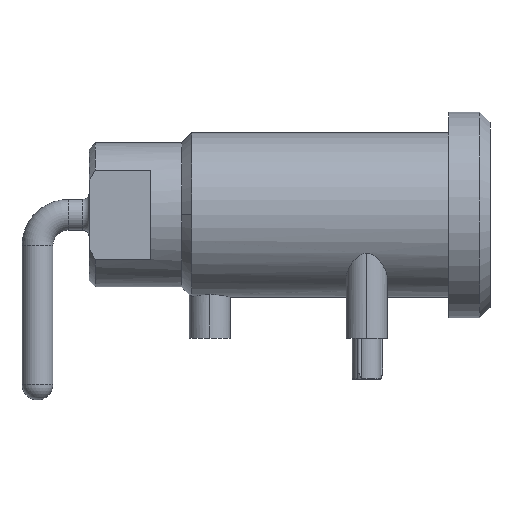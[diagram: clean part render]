
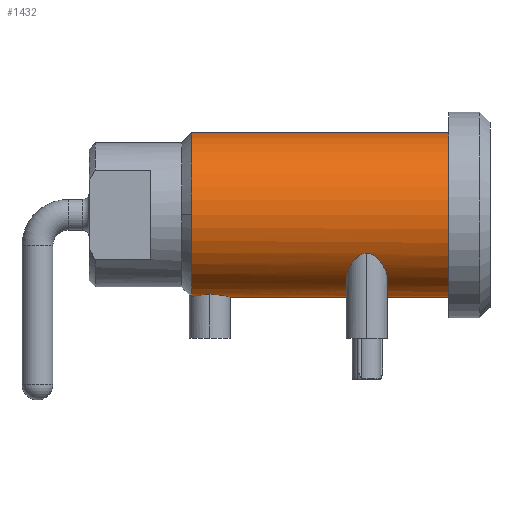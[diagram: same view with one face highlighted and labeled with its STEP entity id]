
A CAD part, top view. The second image highlights one B-rep face of the part: STEP entity #1432.
In plain terms, the highlighted cylindrical face has radius 4 mm (diameter 8 mm), a partial arc.
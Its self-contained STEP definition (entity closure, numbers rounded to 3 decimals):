
#174=CARTESIAN_POINT('',(-2.,0.,0.));
#175=DIRECTION('',(-1.,0.,0.));
#176=DIRECTION('',(0.,-1.,0.));
#177=AXIS2_PLACEMENT_3D('',#174,#175,#176);
#184=CARTESIAN_POINT('',(-6.,-3.692,1.54));
#185=CARTESIAN_POINT('',(-5.93,-3.692,1.54));
#186=CARTESIAN_POINT('',(-5.797,-3.686,1.554));
#187=CARTESIAN_POINT('',(-5.616,-3.662,1.611));
#188=CARTESIAN_POINT('',(-5.459,-3.625,1.693));
#189=CARTESIAN_POINT('',(-5.325,-3.575,1.796));
#190=CARTESIAN_POINT('',(-5.215,-3.514,1.914));
#191=CARTESIAN_POINT('',(-5.127,-3.44,2.044));
#192=CARTESIAN_POINT('',(-5.062,-3.354,2.182));
#193=CARTESIAN_POINT('',(-5.021,-3.259,2.321));
#194=CARTESIAN_POINT('',(-5.001,-3.162,2.452));
#195=CARTESIAN_POINT('',(-4.998,-3.054,2.585));
#196=CARTESIAN_POINT('',(-5.014,-2.927,2.728));
#197=CARTESIAN_POINT('',(-5.053,-2.785,2.874));
#198=CARTESIAN_POINT('',(-5.116,-2.631,3.015));
#199=CARTESIAN_POINT('',(-5.201,-2.47,3.148));
#200=CARTESIAN_POINT('',(-5.307,-2.311,3.267));
#201=CARTESIAN_POINT('',(-5.435,-2.157,3.37));
#202=CARTESIAN_POINT('',(-5.574,-2.027,3.449));
#203=CARTESIAN_POINT('',(-5.714,-1.933,3.502));
#204=CARTESIAN_POINT('',(-5.861,-1.874,3.534));
#205=CARTESIAN_POINT('',(-5.954,-1.862,3.54));
#206=CARTESIAN_POINT('',(-6.,-1.862,3.54));
#208=CARTESIAN_POINT('',(-6.,-1.862,3.54));
#209=CARTESIAN_POINT('',(-6.043,-1.862,3.54));
#210=CARTESIAN_POINT('',(-6.132,-1.873,3.535));
#211=CARTESIAN_POINT('',(-6.273,-1.927,3.506));
#212=CARTESIAN_POINT('',(-6.411,-2.015,3.456));
#213=CARTESIAN_POINT('',(-6.543,-2.134,3.385));
#214=CARTESIAN_POINT('',(-6.665,-2.275,3.292));
#215=CARTESIAN_POINT('',(-6.771,-2.426,3.183));
#216=CARTESIAN_POINT('',(-6.861,-2.582,3.057));
#217=CARTESIAN_POINT('',(-6.93,-2.737,2.919));
#218=CARTESIAN_POINT('',(-6.976,-2.885,2.773));
#219=CARTESIAN_POINT('',(-7.,-3.019,2.626));
#220=CARTESIAN_POINT('',(-7.002,-3.135,2.486));
#221=CARTESIAN_POINT('',(-6.986,-3.237,2.352));
#222=CARTESIAN_POINT('',(-6.948,-3.336,2.21));
#223=CARTESIAN_POINT('',(-6.885,-3.427,2.065));
#224=CARTESIAN_POINT('',(-6.797,-3.505,1.929));
#225=CARTESIAN_POINT('',(-6.686,-3.57,1.806));
#226=CARTESIAN_POINT('',(-6.549,-3.622,1.698));
#227=CARTESIAN_POINT('',(-6.389,-3.661,1.612));
#228=CARTESIAN_POINT('',(-6.205,-3.686,1.555));
#229=CARTESIAN_POINT('',(-6.07,-3.692,1.54));
#230=CARTESIAN_POINT('',(-6.,-3.692,1.54));
#232=CARTESIAN_POINT('',(-12.62,-4.,0.));
#233=CARTESIAN_POINT('',(-12.62,-4.,0.063));
#234=CARTESIAN_POINT('',(-12.631,-3.997,
0.189));
#235=CARTESIAN_POINT('',(-12.69,-3.983,
0.387));
#236=CARTESIAN_POINT('',(-12.784,-3.962,
0.56));
#237=CARTESIAN_POINT('',(-12.909,-3.937,
0.712));
#238=CARTESIAN_POINT('',(-13.06,-3.912,
0.836));
#239=CARTESIAN_POINT('',(-13.234,-3.891,
0.93));
#240=CARTESIAN_POINT('',(-13.424,-3.876,
0.987));
#241=CARTESIAN_POINT('',(-13.554,-3.873,1.));
#242=CARTESIAN_POINT('',(-13.62,-3.873,1.));
#244=CARTESIAN_POINT('',(-13.62,-3.873,1.));
#245=CARTESIAN_POINT('',(-13.681,-3.873,1.));
#246=CARTESIAN_POINT('',(-13.794,-3.876,
0.989));
#247=CARTESIAN_POINT('',(-13.936,-3.885,
0.952));
#248=CARTESIAN_POINT('',(-14.053,-3.897,
0.904));
#249=CARTESIAN_POINT('',(-14.154,-3.909,
0.848));
#250=CARTESIAN_POINT('',(-14.24,-3.922,
0.787));
#251=CARTESIAN_POINT('',(-14.316,-3.935,
0.72));
#252=CARTESIAN_POINT('',(-14.386,-3.948,
0.646));
#253=CARTESIAN_POINT('',(-14.448,-3.96,
0.564));
#254=CARTESIAN_POINT('',(-14.484,-3.968,
0.505));
#255=CARTESIAN_POINT('',(-14.5,-3.972,0.475));
#703=DIRECTION('',(1.,0.,0.));
#704=VECTOR('',#703,10.62);
#705=CARTESIAN_POINT('',(-12.62,-4.,0.));
#706=LINE('',#705,#704);
#707=DIRECTION('',(1.,0.,0.));
#708=VECTOR('',#707,12.5);
#709=CARTESIAN_POINT('',(-14.5,4.,0.));
#710=LINE('',#709,#708);
#772=CARTESIAN_POINT('',(-14.5,0.,0.));
#773=DIRECTION('',(-1.,0.,0.));
#774=DIRECTION('',(0.,-0.993,0.119));
#775=AXIS2_PLACEMENT_3D('',#772,#773,#774);
#787=CARTESIAN_POINT('',(-14.5,0.,0.));
#788=DIRECTION('',(-1.,0.,0.));
#789=DIRECTION('',(0.,0.,1.));
#790=AXIS2_PLACEMENT_3D('',#787,#788,#789);
#962=CARTESIAN_POINT('',(-2.,-4.,0.));
#963=CARTESIAN_POINT('',(-2.,4.,0.));
#964=VERTEX_POINT('',#962);
#965=VERTEX_POINT('',#963);
#974=CARTESIAN_POINT('',(-14.5,0.,4.));
#975=CARTESIAN_POINT('',(-14.5,4.,0.));
#976=VERTEX_POINT('',#974);
#977=VERTEX_POINT('',#975);
#1016=VERTEX_POINT('',#184);
#1017=VERTEX_POINT('',#206);
#1032=VERTEX_POINT('',#232);
#1033=VERTEX_POINT('',#242);
#1034=VERTEX_POINT('',#255);
#1406=CARTESIAN_POINT('',(0.975,0.,0.));
#1407=DIRECTION('',(-1.,0.,0.));
#1408=DIRECTION('',(0.,1.,0.));
#1409=AXIS2_PLACEMENT_3D('',#1406,#1407,#1408);
#1410=CYLINDRICAL_SURFACE('',#1409,4.);
#1412=ORIENTED_EDGE('',*,*,#1411,.T.);
#1414=ORIENTED_EDGE('',*,*,#1413,.T.);
#1416=ORIENTED_EDGE('',*,*,#1415,.T.);
#1418=ORIENTED_EDGE('',*,*,#1417,.T.);
#1420=ORIENTED_EDGE('',*,*,#1419,.T.);
#1421=ORIENTED_EDGE('',*,*,#1392,.F.);
#1423=ORIENTED_EDGE('',*,*,#1422,.F.);
#1424=EDGE_LOOP('',(#1412,#1414,#1416,#1418,#1420,#1421,#1423));
#1425=FACE_OUTER_BOUND('',#1424,.F.);
#1427=ORIENTED_EDGE('',*,*,#1426,.T.);
#1429=ORIENTED_EDGE('',*,*,#1428,.T.);
#1430=EDGE_LOOP('',(#1427,#1429));
#1431=FACE_BOUND('',#1430,.F.);
#1432=ADVANCED_FACE('',(#1425,#1431),#1410,.T.);
#178=CIRCLE('',#177,4.);
#207=B_SPLINE_CURVE_WITH_KNOTS('',3,(#184,#185,#186,#187,#188,#189,#190,#191,
#192,#193,#194,#195,#196,#197,#198,#199,#200,#201,#202,#203,#204,#205,#206),
.UNSPECIFIED.,.F.,.F.,(4,1,1,1,1,1,1,1,1,1,1,1,1,1,1,1,1,1,1,1,4),(0.,0.05,
0.1,0.15,0.2,0.25,0.3,0.35,0.4,0.45,0.5,0.55,0.6,0.65,
0.7,0.75,0.8,0.85,0.9,0.95,1.),.UNSPECIFIED.);
#231=B_SPLINE_CURVE_WITH_KNOTS('',3,(#208,#209,#210,#211,#212,#213,#214,#215,
#216,#217,#218,#219,#220,#221,#222,#223,#224,#225,#226,#227,#228,#229,#230),
.UNSPECIFIED.,.F.,.F.,(4,1,1,1,1,1,1,1,1,1,1,1,1,1,1,1,1,1,1,1,4),(0.,0.05,
0.1,0.15,0.2,0.25,0.3,0.35,0.4,0.45,0.5,0.55,0.6,0.65,
0.7,0.75,0.8,0.85,0.9,0.95,1.),.UNSPECIFIED.);
#243=B_SPLINE_CURVE_WITH_KNOTS('',3,(#232,#233,#234,#235,#236,#237,#238,#239,
#240,#241,#242),.UNSPECIFIED.,.F.,.F.,(4,1,1,1,1,1,1,1,4),(0.,0.125,0.25,
0.375,0.5,0.625,0.75,0.875,1.),.UNSPECIFIED.);
#256=B_SPLINE_CURVE_WITH_KNOTS('',3,(#244,#245,#246,#247,#248,#249,#250,#251,
#252,#253,#254,#255),.UNSPECIFIED.,.F.,.F.,(4,1,1,1,1,1,1,1,1,4),(0.,
0.111,0.222,0.333,0.444,
0.556,0.667,0.778,0.889,1.),
.UNSPECIFIED.);
#776=CIRCLE('',#775,4.);
#791=CIRCLE('',#790,4.);
#1392=EDGE_CURVE('',#964,#965,#178,.T.);
#1411=EDGE_CURVE('',#1032,#1033,#243,.T.);
#1413=EDGE_CURVE('',#1033,#1034,#256,.T.);
#1415=EDGE_CURVE('',#1034,#976,#776,.T.);
#1417=EDGE_CURVE('',#976,#977,#791,.T.);
#1419=EDGE_CURVE('',#977,#965,#710,.T.);
#1422=EDGE_CURVE('',#1032,#964,#706,.T.);
#1426=EDGE_CURVE('',#1016,#1017,#207,.T.);
#1428=EDGE_CURVE('',#1017,#1016,#231,.T.);
